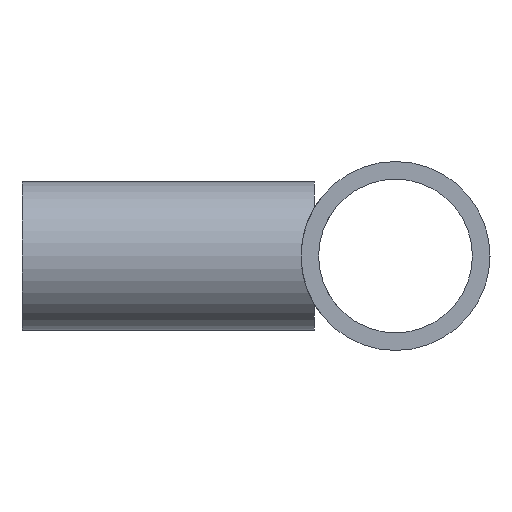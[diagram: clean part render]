
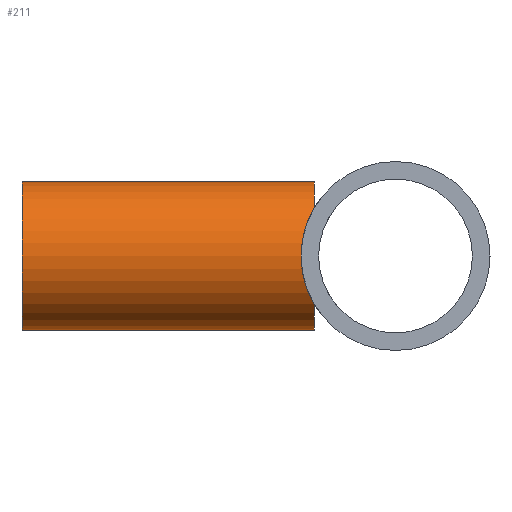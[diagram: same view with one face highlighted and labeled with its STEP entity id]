
A CAD part, left-side view. The second image highlights one B-rep face of the part: STEP entity #211.
In plain terms, the highlighted cylindrical face has radius 6.75 mm (diameter 13.5 mm), a full revolution.
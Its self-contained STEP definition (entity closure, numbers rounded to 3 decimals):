
#23=FACE_BOUND('',#71,.T.);
#38=CYLINDRICAL_SURFACE('',#237,6.75);
#49=FACE_OUTER_BOUND('',#70,.T.);
#70=EDGE_LOOP('',(#174));
#71=EDGE_LOOP('',(#175));
#86=CIRCLE('',#238,6.75);
#87=CIRCLE('',#239,6.75);
#112=VERTEX_POINT('',#586);
#113=VERTEX_POINT('',#588);
#134=EDGE_CURVE('',#112,#112,#86,.T.);
#135=EDGE_CURVE('',#113,#113,#87,.T.);
#174=ORIENTED_EDGE('',*,*,#134,.T.);
#175=ORIENTED_EDGE('',*,*,#135,.F.);
#211=ADVANCED_FACE('',(#49,#23),#38,.T.);
#237=AXIS2_PLACEMENT_3D('',#585,#288,#289);
#238=AXIS2_PLACEMENT_3D('',#587,#290,#291);
#239=AXIS2_PLACEMENT_3D('',#589,#292,#293);
#288=DIRECTION('center_axis',(0.,-1.,0.));
#289=DIRECTION('ref_axis',(1.,0.,0.));
#290=DIRECTION('center_axis',(0.,-1.,0.));
#291=DIRECTION('ref_axis',(1.,0.,0.));
#292=DIRECTION('center_axis',(0.,-1.,0.));
#293=DIRECTION('ref_axis',(1.,0.,0.));
#585=CARTESIAN_POINT('Origin',(34.,34.,0.));
#586=CARTESIAN_POINT('',(27.25,34.,0.));
#587=CARTESIAN_POINT('Origin',(34.,34.,0.));
#588=CARTESIAN_POINT('',(27.25,7.4,0.));
#589=CARTESIAN_POINT('Origin',(34.,7.4,0.));
